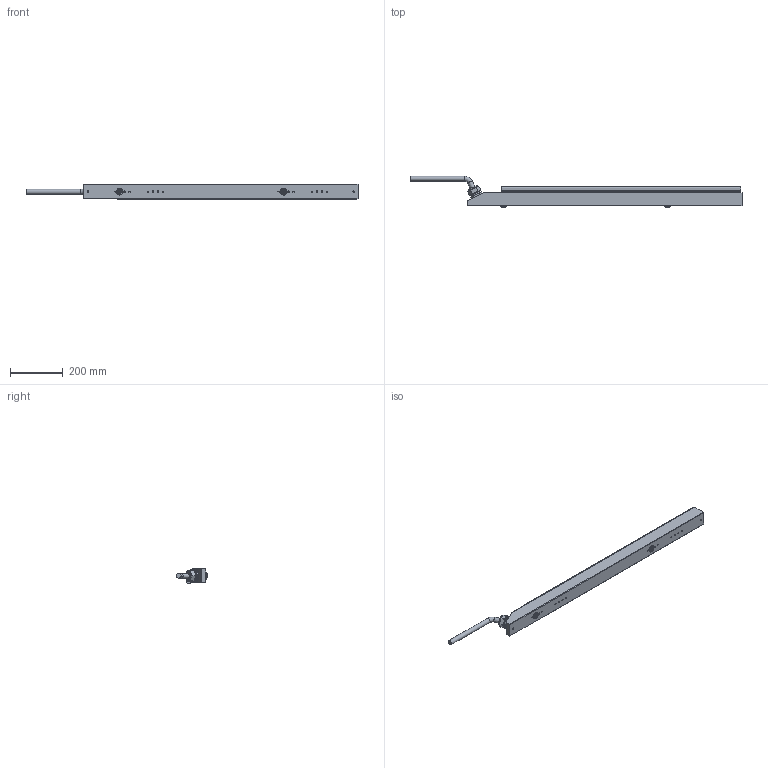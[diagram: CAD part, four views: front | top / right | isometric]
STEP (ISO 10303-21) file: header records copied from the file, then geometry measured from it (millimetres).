
FILE_DESCRIPTION (( 'STEP AP203' ), '1' );
FILE_NAME ('4111111.STEP', '2023-01-19T17:37:40', ( '' ), ( '' ), 'SwSTEP 2.0', 'SolidWorks 2022', '' );
FILE_SCHEMA (( 'CONFIG_CONTROL_DESIGN' ));
Length unit declared in the file: millimetre
Products named in the file (8): 4111111; RDC29NR; 1_41; self_tapping_sheet_metal_screw_6x375; PDU_button; PDU_whip_cord_10-4, 3Ft; GLAND_ALL_CONFIGS; PDU_Whip_Assy_07C03
Assembly tree (9 placements, depth 3):
  4111111
    1_41
    PDU_Whip_Assy_07C03
      PDU_whip_cord_10-4, 3Ft
    GLAND_ALL_CONFIGS
      RDC29NR
    PDU_button  x2
    self_tapping_sheet_metal_screw_6x375  x2
Bounding box: 1260.54 x 119.53 x 57.66 mm (x, y, z)
Volume: 3627992.4 mm3; surface area: 298292.2 mm2
Topology: 9 solids, 9 shells, 476 faces, 1117 edges, 685 vertices
Faces by surface type: plane 185, bspline 117, cylinder 99, torus 62, cone 13
Full cylindrical faces by diameter (mm): 3.048 x10, 3.75 x2, 7.5 x2, 11.836 x2, 14.275 x2, 18.161 x2, 19.8 x1, 25.4 x2, 25.5 x1, 26 x1, 32.639 x1, 32.839 x1, 35.2 x1, 35.4 x1, 37.7 x1, 40.5 x1, 46.2 x1, 47.5 x1
Entity records: 16934 total; most frequent: CARTESIAN_POINT 7007, ORIENTED_EDGE 1918, DIRECTION 1708, EDGE_CURVE 959, AXIS2_PLACEMENT_3D 661, VERTEX_POINT 622, EDGE_LOOP 527, FACE_OUTER_BOUND 477
